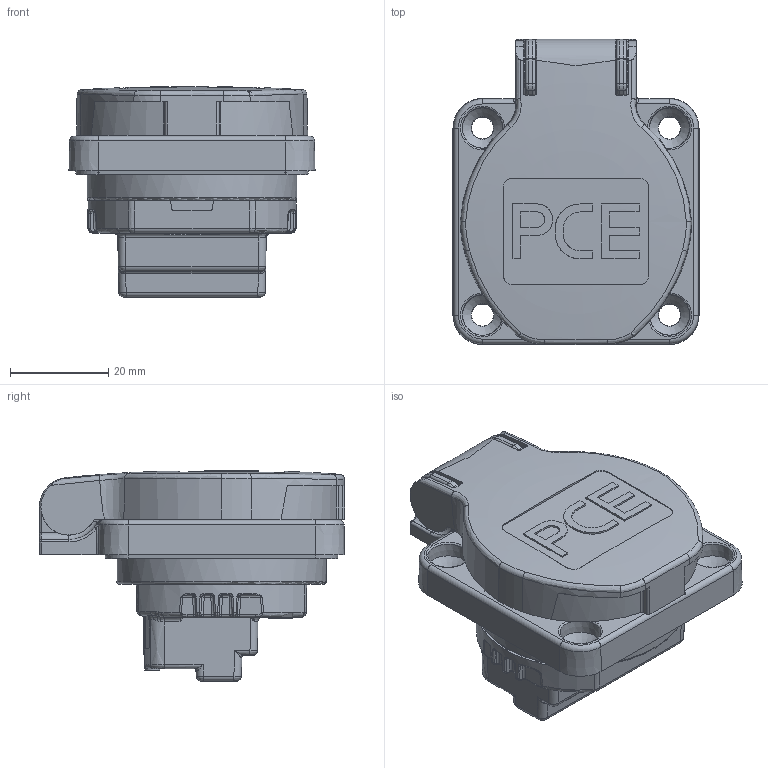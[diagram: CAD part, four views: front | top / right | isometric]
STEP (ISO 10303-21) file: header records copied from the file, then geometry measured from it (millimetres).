
FILE_DESCRIPTION (( 'STEP AP203' ), '1' );
FILE_NAME ('S-NOVA 104-0b, 104-0bs 50x50 fb rw+seitl.STEP', '2017-11-23T10:46:20', ( '' ), ( '' ), 'SwSTEP 2.0', 'SolidWorks 2016', '' );
FILE_SCHEMA (( 'CONFIG_CONTROL_DESIGN' ));
Length unit declared in the file: millimetre
Products named in the file (1): S-NOVA 104-0b, 104-0bs 50x50 fb rw+seitl
Bounding box: 50 x 62 x 42.7 mm (x, y, z)
Volume: 61707.3 mm3; surface area: 14649 mm2
Topology: 1 solids, 1 shells, 1127 faces, 2901 edges, 1743 vertices
Faces by surface type: bspline 340, plane 304, cylinder 299, torus 105, cone 55, sphere 24
Entity records: 43014 total; most frequent: CARTESIAN_POINT 19098, ORIENTED_EDGE 5590, DIRECTION 4209, EDGE_CURVE 2795, VERTEX_POINT 1724, AXIS2_PLACEMENT_3D 1609, EDGE_LOOP 1197, FACE_OUTER_BOUND 1133
